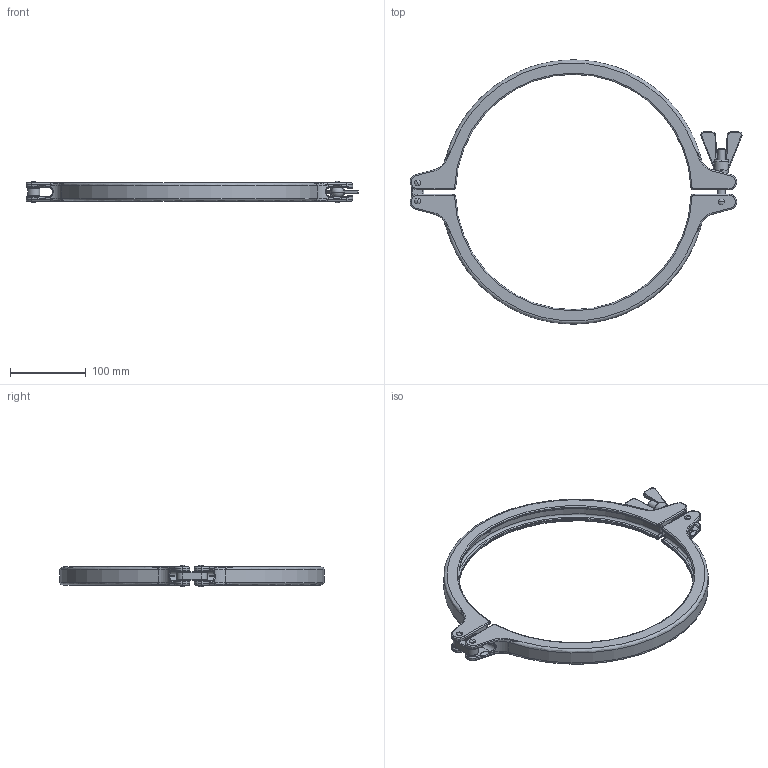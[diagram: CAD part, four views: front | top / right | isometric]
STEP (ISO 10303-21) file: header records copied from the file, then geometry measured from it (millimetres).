
FILE_DESCRIPTION (( 'STEP AP214' ), '1' );
FILE_NAME ('12.00 SH SB Assembly.STEP', '2018-08-02T14:46:24', ( '' ), ( '' ), 'SwSTEP 2.0', 'SolidWorks 2018', '' );
FILE_SCHEMA (( 'AUTOMOTIVE_DESIGN' ));
Length unit declared in the file: millimetre
Products named in the file (7): 0203 - 12.00 SH clamp section_Single Bolt - eyebolt; 12.00 SH SB Assembly; 0394C - Size 40 Wing Nut; 0334A - M10 eyebolt; rivet pin - 24; 0331A - Hinge plate; 0203 - 12.00 SH clamp section_Single Bolt - wingnut
Assembly tree (8 placements, depth 2):
  12.00 SH SB Assembly
    0203 - 12.00 SH clamp section_Single Bolt - eyebolt
    0203 - 12.00 SH clamp section_Single Bolt - wingnut
    0331A - Hinge plate
    rivet pin - 24  x3
    0334A - M10 eyebolt
    0394C - Size 40 Wing Nut
Bounding box: 437.11 x 348 x 28.3 mm (x, y, z)
Volume: 444274.3 mm3; surface area: 122803.1 mm2
Topology: 8 solids, 8 shells, 630 faces, 1491 edges, 869 vertices
Faces by surface type: cylinder 182, bspline 154, torus 146, plane 93, sphere 30, cone 25
Entity records: 24733 total; most frequent: CARTESIAN_POINT 11029, ORIENTED_EDGE 2814, DIRECTION 2695, EDGE_CURVE 1407, AXIS2_PLACEMENT_3D 1167, VERTEX_POINT 825, CIRCLE 704, EDGE_LOOP 638
